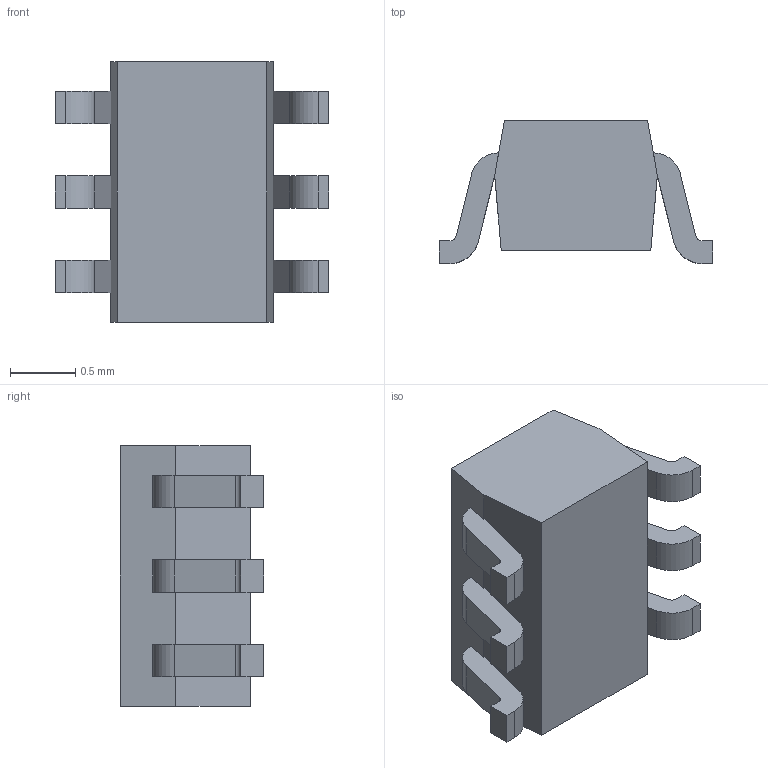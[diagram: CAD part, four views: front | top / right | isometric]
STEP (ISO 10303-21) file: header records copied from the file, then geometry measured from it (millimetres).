
FILE_DESCRIPTION (( 'STEP AP214' ), '1' );
FILE_NAME ('SOT363.STEP', '2020-11-06T18:27:22', ( '' ), ( '' ), 'SwSTEP 2.0', 'SolidWorks 2017', '' );
FILE_SCHEMA (( 'AUTOMOTIVE_DESIGN' ));
Length unit declared in the file: millimetre
Products named in the file (1): SOT363
Bounding box: 2.1 x 1.1 x 2 mm (x, y, z)
Volume: 2.6 mm3; surface area: 16.2 mm2
Topology: 8 solids, 8 shells, 81 faces, 192 edges, 128 vertices
Faces by surface type: plane 59, cylinder 22
Entity records: 2427 total; most frequent: CARTESIAN_POINT 402, DIRECTION 400, ORIENTED_EDGE 384, EDGE_CURVE 192, VECTOR 148, LINE 148, VERTEX_POINT 128, AXIS2_PLACEMENT_3D 126
